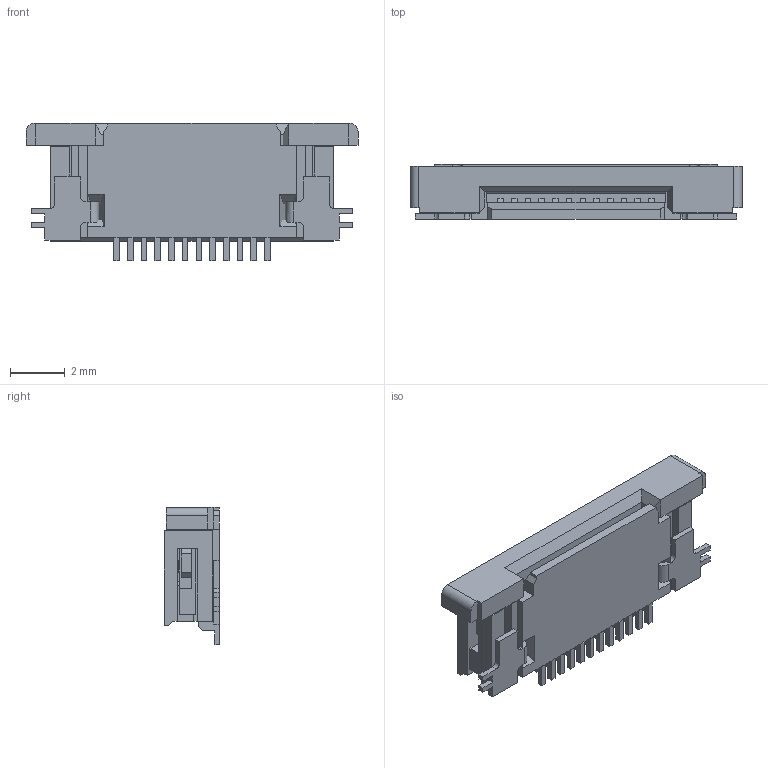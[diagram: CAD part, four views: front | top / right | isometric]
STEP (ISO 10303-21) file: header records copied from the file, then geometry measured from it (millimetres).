
FILE_DESCRIPTION((''),'2;1');
FILE_NAME('527461271','2019-05-22T',('gga'),(''),'PRO/ENGINEER BY PARAMETRIC TECHNOLOGY CORPORATION, 2016010','PRO/ENGINEER BY PARAMETRIC TECHNOLOGY CORPORATION, 2016010','');
FILE_SCHEMA(('CONFIG_CONTROL_DESIGN'));
Length unit declared in the file: millimetre
Products named in the file (1): 527461271
Bounding box: 12.1 x 2.02 x 5 mm (x, y, z)
Volume: 72.1 mm3; surface area: 293.7 mm2
Topology: 1 solids, 3 shells, 467 faces, 1404 edges, 944 vertices
Faces by surface type: plane 427, cylinder 40
Entity records: 15463 total; most frequent: CARTESIAN_POINT 2778, ORIENTED_EDGE 2688, DIRECTION 2414, EDGE_CURVE 1344, VECTOR 1314, LINE 1314, VERTEX_POINT 884, AXIS2_PLACEMENT_3D 550
